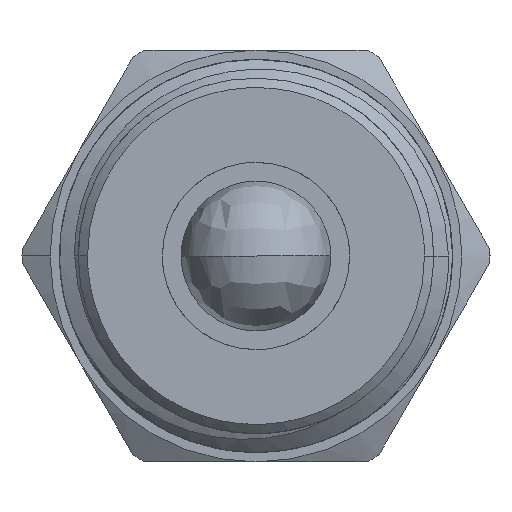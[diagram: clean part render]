
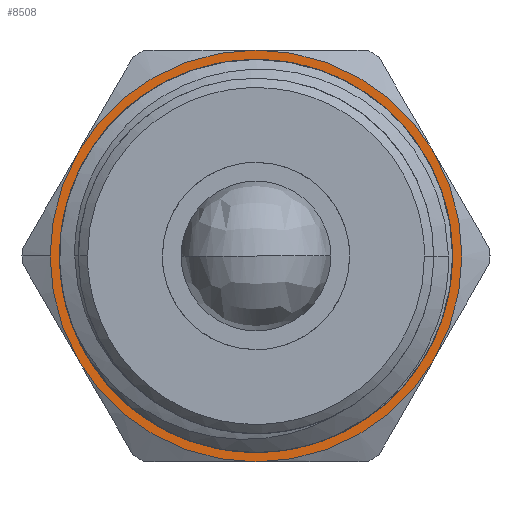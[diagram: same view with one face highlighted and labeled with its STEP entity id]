
A CAD part, front view. The second image highlights one B-rep face of the part: STEP entity #8508.
In plain terms, the highlighted planar face has unit normal (0, -1, 0).
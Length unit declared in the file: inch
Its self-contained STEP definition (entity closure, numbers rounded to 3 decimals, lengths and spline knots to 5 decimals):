
#172 = CARTESIAN_POINT ( 'NONE',  ( 0., -0.15748, 0. ) ) ;
#260 = CARTESIAN_POINT ( 'NONE',  ( -0.37505, -0.15748, 0.21654 ) ) ;
#366 = AXIS2_PLACEMENT_3D ( 'NONE', #172, #1037, #10265 ) ;
#382 = DIRECTION ( 'NONE',  ( 0., 1., 0. ) ) ;
#578 = EDGE_CURVE ( 'NONE', #3165, #2786, #4044, .T. ) ;
#830 = CARTESIAN_POINT ( 'NONE',  ( 0., -0.15748, 0. ) ) ;
#1037 = DIRECTION ( 'NONE',  ( 0., -1., 0. ) ) ;
#1091 = DIRECTION ( 'NONE',  ( 0., 0., 1. ) ) ;
#1174 = CARTESIAN_POINT ( 'NONE',  ( 0., -0.15748, 0. ) ) ;
#1223 = VERTEX_POINT ( 'NONE', #8660 ) ;
#1480 = CARTESIAN_POINT ( 'NONE',  ( 0., -0.15748, 0. ) ) ;
#1577 = CARTESIAN_POINT ( 'NONE',  ( -0.37505, -0.15748, -0.21654 ) ) ;
#1706 = ORIENTED_EDGE ( 'NONE', *, *, #3966, .F. ) ;
#1721 = VERTEX_POINT ( 'NONE', #9808 ) ;
#1771 = CARTESIAN_POINT ( 'NONE',  ( 0., -0.15748, 0. ) ) ;
#1782 = EDGE_CURVE ( 'NONE', #1223, #1842, #9686, .T. ) ;
#1842 = VERTEX_POINT ( 'NONE', #9311 ) ;
#1855 = EDGE_CURVE ( 'NONE', #1721, #9842, #7970, .T. ) ;
#1895 = DIRECTION ( 'NONE',  ( 0., 0., 1. ) ) ;
#2182 = CIRCLE ( 'NONE', #3568, 0.35433 ) ;
#2296 = CARTESIAN_POINT ( 'NONE',  ( 0., -0.15748, 0.43307 ) ) ;
#2371 = CIRCLE ( 'NONE', #9265, 0.43307 ) ;
#2553 = VERTEX_POINT ( 'NONE', #260 ) ;
#2708 = FACE_OUTER_BOUND ( 'NONE', #7664, .T. ) ;
#2730 = CARTESIAN_POINT ( 'NONE',  ( 0., -0.15748, 0. ) ) ;
#2786 = VERTEX_POINT ( 'NONE', #1577 ) ;
#3165 = VERTEX_POINT ( 'NONE', #4156 ) ;
#3196 = DIRECTION ( 'NONE',  ( 0., -1., 0. ) ) ;
#3222 = DIRECTION ( 'NONE',  ( 0., 1., 0. ) ) ;
#3252 = AXIS2_PLACEMENT_3D ( 'NONE', #4687, #7963, #8718 ) ;
#3455 = DIRECTION ( 'NONE',  ( -1., 0., 0. ) ) ;
#3495 = EDGE_CURVE ( 'NONE', #4965, #2553, #7003, .T. ) ;
#3532 = DIRECTION ( 'NONE',  ( 0., 0., 1. ) ) ;
#3568 = AXIS2_PLACEMENT_3D ( 'NONE', #5618, #3196, #7223 ) ;
#3578 = CIRCLE ( 'NONE', #8393, 0.43307 ) ;
#3767 = EDGE_CURVE ( 'NONE', #9842, #1721, #2182, .T. ) ;
#3830 = ORIENTED_EDGE ( 'NONE', *, *, #1855, .F. ) ;
#3966 = EDGE_CURVE ( 'NONE', #2786, #4965, #6328, .T. ) ;
#4044 = CIRCLE ( 'NONE', #5760, 0.43307 ) ;
#4087 = DIRECTION ( 'NONE',  ( -1., 0., 0. ) ) ;
#4089 = AXIS2_PLACEMENT_3D ( 'NONE', #9225, #4272, #3455 ) ;
#4156 = CARTESIAN_POINT ( 'NONE',  ( 0., -0.15748, -0.43307 ) ) ;
#4272 = DIRECTION ( 'NONE',  ( 0., 1., 0. ) ) ;
#4632 = CIRCLE ( 'NONE', #3252, 0.43307 ) ;
#4687 = CARTESIAN_POINT ( 'NONE',  ( 0., -0.15748, 0. ) ) ;
#4965 = VERTEX_POINT ( 'NONE', #10340 ) ;
#5047 = EDGE_CURVE ( 'NONE', #1842, #3165, #4632, .T. ) ;
#5248 = ORIENTED_EDGE ( 'NONE', *, *, #5047, .F. ) ;
#5302 = AXIS2_PLACEMENT_3D ( 'NONE', #1480, #3222, #4087 ) ;
#5320 = CARTESIAN_POINT ( 'NONE',  ( 0., -0.15748, 0. ) ) ;
#5618 = CARTESIAN_POINT ( 'NONE',  ( 0., -0.15748, 0. ) ) ;
#5690 = DIRECTION ( 'NONE',  ( 0., 1., 0. ) ) ;
#5760 = AXIS2_PLACEMENT_3D ( 'NONE', #1771, #8346, #5928 ) ;
#5928 = DIRECTION ( 'NONE',  ( -1., 0., 0. ) ) ;
#6064 = EDGE_CURVE ( 'NONE', #7910, #1223, #2371, .T. ) ;
#6075 = EDGE_CURVE ( 'NONE', #2553, #7910, #3578, .T. ) ;
#6102 = FACE_BOUND ( 'NONE', #10361, .T. ) ;
#6328 = CIRCLE ( 'NONE', #5302, 0.43307 ) ;
#6423 = ORIENTED_EDGE ( 'NONE', *, *, #1782, .F. ) ;
#6800 = ORIENTED_EDGE ( 'NONE', *, *, #3767, .F. ) ;
#7003 = CIRCLE ( 'NONE', #4089, 0.43307 ) ;
#7167 = AXIS2_PLACEMENT_3D ( 'NONE', #1174, #9295, #1895 ) ;
#7223 = DIRECTION ( 'NONE',  ( 0., 0., -1. ) ) ;
#7664 = EDGE_LOOP ( 'NONE', ( #6423, #8467, #9169, #9381, #1706, #8832, #5248 ) ) ;
#7776 = AXIS2_PLACEMENT_3D ( 'NONE', #830, #5690, #9040 ) ;
#7910 = VERTEX_POINT ( 'NONE', #2296 ) ;
#7963 = DIRECTION ( 'NONE',  ( 0., 1., 0. ) ) ;
#7970 = CIRCLE ( 'NONE', #366, 0.35433 ) ;
#8142 = CARTESIAN_POINT ( 'NONE',  ( 0., -0.15748, -0.35433 ) ) ;
#8346 = DIRECTION ( 'NONE',  ( 0., 1., 0. ) ) ;
#8393 = AXIS2_PLACEMENT_3D ( 'NONE', #2730, #382, #3532 ) ;
#8438 = DIRECTION ( 'NONE',  ( 0., 1., 0. ) ) ;
#8467 = ORIENTED_EDGE ( 'NONE', *, *, #6064, .F. ) ;
#8508 = ADVANCED_FACE ( 'NONE', ( #6102, #2708 ), #8579, .F. ) ;
#8579 = PLANE ( 'NONE',  #7167 ) ;
#8660 = CARTESIAN_POINT ( 'NONE',  ( 0.37505, -0.15748, 0.21654 ) ) ;
#8718 = DIRECTION ( 'NONE',  ( -1., 0., 0. ) ) ;
#8832 = ORIENTED_EDGE ( 'NONE', *, *, #578, .F. ) ;
#9040 = DIRECTION ( 'NONE',  ( -1., 0., 0. ) ) ;
#9169 = ORIENTED_EDGE ( 'NONE', *, *, #6075, .F. ) ;
#9225 = CARTESIAN_POINT ( 'NONE',  ( 0., -0.15748, 0. ) ) ;
#9265 = AXIS2_PLACEMENT_3D ( 'NONE', #5320, #8438, #1091 ) ;
#9295 = DIRECTION ( 'NONE',  ( 0., 1., 0. ) ) ;
#9311 = CARTESIAN_POINT ( 'NONE',  ( 0.37505, -0.15748, -0.21654 ) ) ;
#9381 = ORIENTED_EDGE ( 'NONE', *, *, #3495, .F. ) ;
#9686 = CIRCLE ( 'NONE', #7776, 0.43307 ) ;
#9808 = CARTESIAN_POINT ( 'NONE',  ( 0., -0.15748, 0.35433 ) ) ;
#9842 = VERTEX_POINT ( 'NONE', #8142 ) ;
#10265 = DIRECTION ( 'NONE',  ( 0., 0., -1. ) ) ;
#10340 = CARTESIAN_POINT ( 'NONE',  ( -0.43307, -0.15748, 0. ) ) ;
#10361 = EDGE_LOOP ( 'NONE', ( #6800, #3830 ) ) ;
